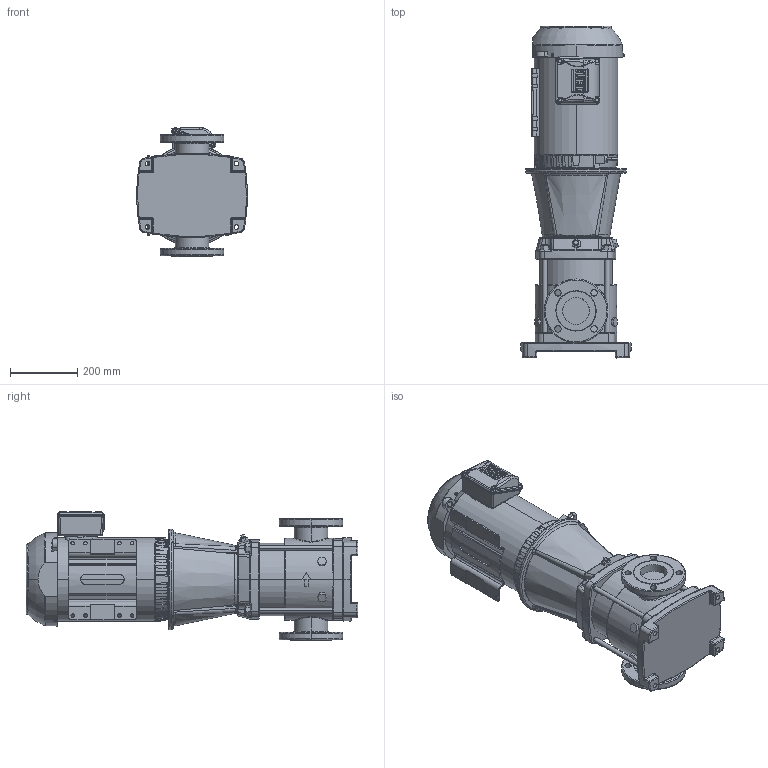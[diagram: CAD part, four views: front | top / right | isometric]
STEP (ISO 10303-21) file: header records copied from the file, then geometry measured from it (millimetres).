
FILE_DESCRIPTION (( 'STEP AP203' ), '1' );
FILE_NAME ('3350113 - MVI-225-1_1-7.5 HP-213TC-304-E-575~3.step', '2022-03-31T14:47:44', ( '' ), ( '' ), 'SwSTEP 2.0', 'SolidWorks 2021', '' );
FILE_SCHEMA (( 'CONFIG_CONTROL_DESIGN' ));
Length unit declared in the file: inch
Products named in the file (5): MVI PEO - [304-EPDM]_3304113 - MVI-225-1_1-7.5ÿHP-213TC-304-E-S; 3350113 - MVI-225-1_1-7.5燞P-213TC-304-E-575~3; 2700097 - NEMA V2 7.5 HP 213_5TC 575~3 TEFC; TEFC MOTOR_2700097 - NEMA V2 7.5 HP 213_5TC 575~3 TEFC W; sbi_n_45-1_1_flange(NEMA)
Assembly tree (4 placements, depth 3):
  3350113 - MVI-225-1_1-7.5燞P-213TC-304-E-575~3
    MVI PEO - [304-EPDM]_3304113 - MVI-225-1_1-7.5ÿHP-213TC-304-E-S
      sbi_n_45-1_1_flange(NEMA)
    TEFC MOTOR_2700097 - NEMA V2 7.5 HP 213_5TC 575~3 TEFC W
      2700097 - NEMA V2 7.5 HP 213_5TC 575~3 TEFC
Bounding box: 329.74 x 990.1 x 385.02 mm (x, y, z)
Volume: 49848467.5 mm3; surface area: 1812360.5 mm2
Topology: 21 solids, 37 shells, 3896 faces, 10176 edges, 6624 vertices
Faces by surface type: plane 1909, cylinder 1447, bspline 272, cone 158, torus 104, sphere 6
Entity records: 150951 total; most frequent: CARTESIAN_POINT 55958, ORIENTED_EDGE 20292, DIRECTION 19087, EDGE_CURVE 10146, AXIS2_PLACEMENT_3D 6759, VERTEX_POINT 6622, LINE 5569, VECTOR 5569
